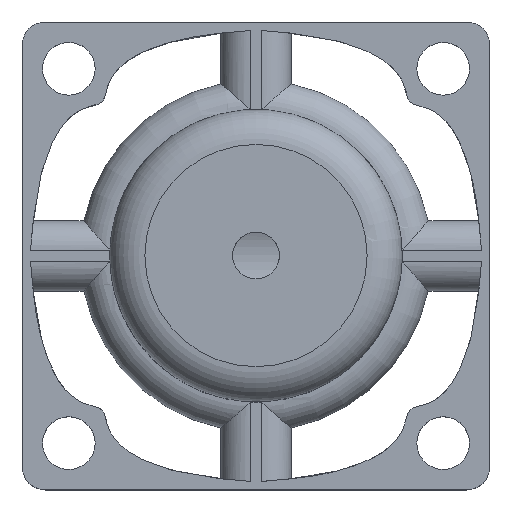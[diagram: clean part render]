
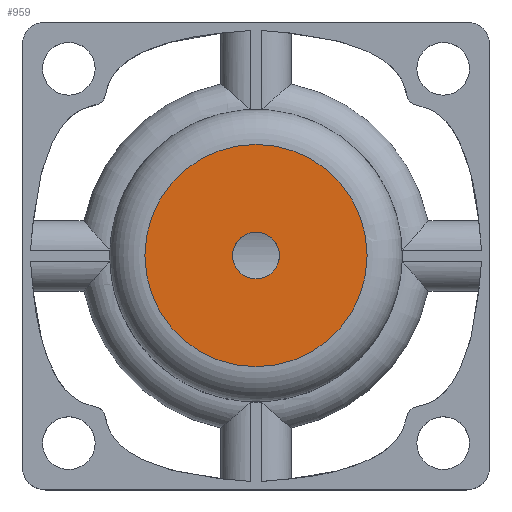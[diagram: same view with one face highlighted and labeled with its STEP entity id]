
A CAD part, top view. The second image highlights one B-rep face of the part: STEP entity #959.
In plain terms, the highlighted planar face has unit normal (0, 0, 1).
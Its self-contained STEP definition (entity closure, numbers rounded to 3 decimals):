
#31=PLANE('',#1035);
#39=FACE_BOUND('',#279,.T.);
#228=FACE_OUTER_BOUND('',#278,.T.);
#278=EDGE_LOOP('',(#752));
#279=EDGE_LOOP('',(#753));
#321=CIRCLE('',#1003,9.5);
#335=CIRCLE('',#1036,2.);
#404=VERTEX_POINT('',#1524);
#462=VERTEX_POINT('',#2228);
#500=EDGE_CURVE('',#404,#404,#321,.T.);
#580=EDGE_CURVE('',#462,#462,#335,.T.);
#752=ORIENTED_EDGE('',*,*,#500,.F.);
#753=ORIENTED_EDGE('',*,*,#580,.T.);
#959=ADVANCED_FACE('',(#228,#39),#31,.T.);
#1003=AXIS2_PLACEMENT_3D('',#1525,#1090,#1091);
#1035=AXIS2_PLACEMENT_3D('',#2227,#1196,#1197);
#1036=AXIS2_PLACEMENT_3D('',#2229,#1198,#1199);
#1090=DIRECTION('center_axis',(0.,0.,-1.));
#1091=DIRECTION('ref_axis',(1.,0.,0.));
#1196=DIRECTION('center_axis',(0.,0.,1.));
#1197=DIRECTION('ref_axis',(-1.,0.,0.));
#1198=DIRECTION('center_axis',(0.,0.,-1.));
#1199=DIRECTION('ref_axis',(-1.,0.,0.));
#1524=CARTESIAN_POINT('',(-9.5,0.,25.));
#1525=CARTESIAN_POINT('Origin',(0.,0.,
25.));
#2227=CARTESIAN_POINT('Origin',(0.,0.,25.));
#2228=CARTESIAN_POINT('',(2.,0.,25.));
#2229=CARTESIAN_POINT('Origin',(0.,0.,25.));
